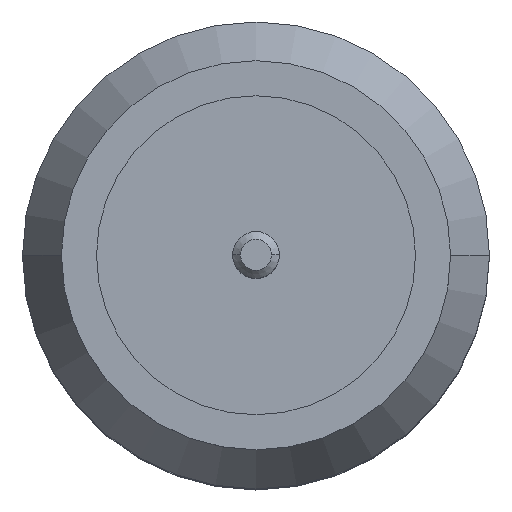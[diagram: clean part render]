
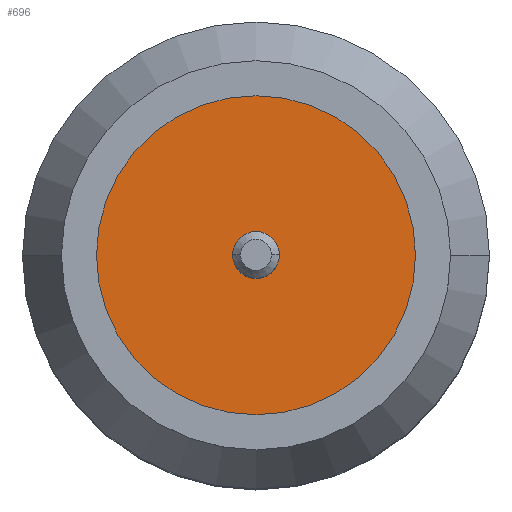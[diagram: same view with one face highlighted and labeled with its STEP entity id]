
A CAD part, top view. The second image highlights one B-rep face of the part: STEP entity #696.
In plain terms, the highlighted planar face has unit normal (0, 0, 1).
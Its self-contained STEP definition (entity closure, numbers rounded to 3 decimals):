
#26 = AXIS2_PLACEMENT_3D ( 'NONE', #695, #328, #868 ) ;
#50 = EDGE_LOOP ( 'NONE', ( #359, #1120 ) ) ;
#112 = DIRECTION ( 'NONE',  ( 1., 0., 0. ) ) ;
#116 = VERTEX_POINT ( 'NONE', #702 ) ;
#123 = CARTESIAN_POINT ( 'NONE',  ( 0., 0., 10.199 ) ) ;
#129 = CARTESIAN_POINT ( 'NONE',  ( 0., 0., 10.199 ) ) ;
#162 = DIRECTION ( 'NONE',  ( 1., 0., 0. ) ) ;
#217 = CIRCLE ( 'NONE', #1007, 2.05 ) ;
#267 = EDGE_CURVE ( 'NONE', #839, #116, #1124, .T. ) ;
#328 = DIRECTION ( 'NONE',  ( 0., 0., 1. ) ) ;
#359 = ORIENTED_EDGE ( 'NONE', *, *, #267, .F. ) ;
#381 = CIRCLE ( 'NONE', #26, 2.05 ) ;
#404 = AXIS2_PLACEMENT_3D ( 'NONE', #129, #653, #470 ) ;
#449 = CARTESIAN_POINT ( 'NONE',  ( 0., 0., 10.199 ) ) ;
#455 = EDGE_CURVE ( 'NONE', #1088, #621, #381, .T. ) ;
#470 = DIRECTION ( 'NONE',  ( 1., 0., 0. ) ) ;
#480 = FACE_BOUND ( 'NONE', #50, .T. ) ;
#481 = ORIENTED_EDGE ( 'NONE', *, *, #455, .T. ) ;
#526 = EDGE_CURVE ( 'NONE', #116, #839, #1029, .T. ) ;
#544 = FACE_OUTER_BOUND ( 'NONE', #566, .T. ) ;
#566 = EDGE_LOOP ( 'NONE', ( #885, #481 ) ) ;
#621 = VERTEX_POINT ( 'NONE', #895 ) ;
#642 = AXIS2_PLACEMENT_3D ( 'NONE', #683, #1147, #162 ) ;
#644 = DIRECTION ( 'NONE',  ( 1., 0., 0. ) ) ;
#651 = CARTESIAN_POINT ( 'NONE',  ( -0.3, 0., 10.199 ) ) ;
#653 = DIRECTION ( 'NONE',  ( 0., 0., 1. ) ) ;
#683 = CARTESIAN_POINT ( 'NONE',  ( 0., 0., 10.199 ) ) ;
#695 = CARTESIAN_POINT ( 'NONE',  ( 0., 0., 10.199 ) ) ;
#696 = ADVANCED_FACE ( 'NONE', ( #480, #544 ), #908, .T. ) ;
#702 = CARTESIAN_POINT ( 'NONE',  ( 0.3, 0., 10.199 ) ) ;
#711 = CARTESIAN_POINT ( 'NONE',  ( -2.05, 0., 10.199 ) ) ;
#839 = VERTEX_POINT ( 'NONE', #651 ) ;
#868 = DIRECTION ( 'NONE',  ( 1., 0., 0. ) ) ;
#871 = AXIS2_PLACEMENT_3D ( 'NONE', #123, #1096, #644 ) ;
#885 = ORIENTED_EDGE ( 'NONE', *, *, #1136, .T. ) ;
#895 = CARTESIAN_POINT ( 'NONE',  ( 2.05, 0., 10.199 ) ) ;
#908 = PLANE ( 'NONE',  #871 ) ;
#1007 = AXIS2_PLACEMENT_3D ( 'NONE', #449, #1085, #112 ) ;
#1029 = CIRCLE ( 'NONE', #642, 0.3 ) ;
#1085 = DIRECTION ( 'NONE',  ( 0., 0., 1. ) ) ;
#1088 = VERTEX_POINT ( 'NONE', #711 ) ;
#1096 = DIRECTION ( 'NONE',  ( 0., 0., 1. ) ) ;
#1120 = ORIENTED_EDGE ( 'NONE', *, *, #526, .F. ) ;
#1124 = CIRCLE ( 'NONE', #404, 0.3 ) ;
#1136 = EDGE_CURVE ( 'NONE', #621, #1088, #217, .T. ) ;
#1147 = DIRECTION ( 'NONE',  ( 0., 0., 1. ) ) ;
